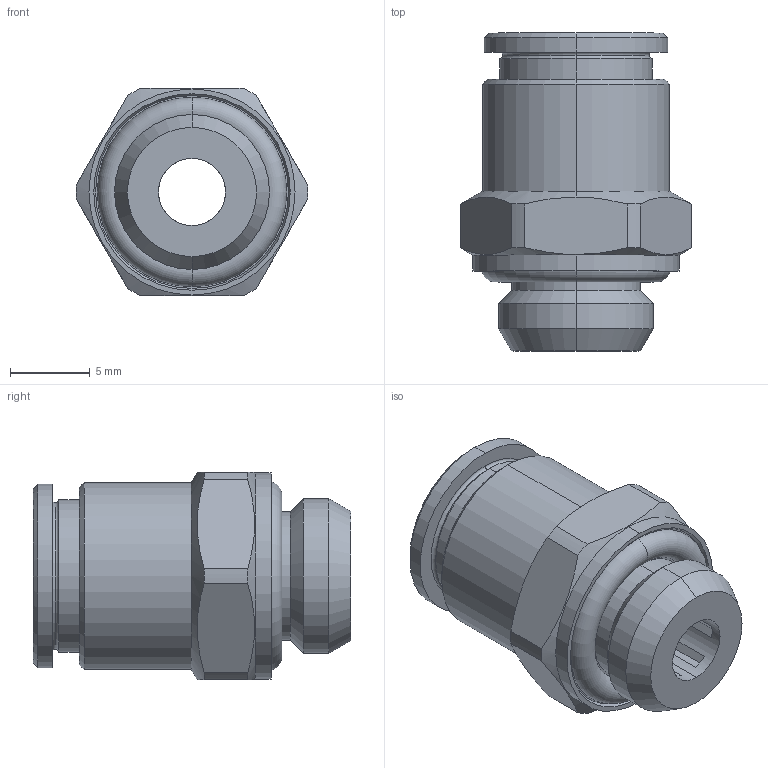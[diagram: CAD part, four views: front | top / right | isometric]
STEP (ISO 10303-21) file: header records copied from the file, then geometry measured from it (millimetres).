
FILE_DESCRIPTION (( 'STEP AP203' ), '1' );
FILE_NAME ('X0020031.STEP', '2016-12-07T08:01:09', ( '' ), ( '' ), 'SwSTEP 2.0', 'SolidWorks 2015', '' );
FILE_SCHEMA (( 'CONFIG_CONTROL_DESIGN' ));
Length unit declared in the file: millimetre
Products named in the file (1): X0020031
Bounding box: 14.5 x 19.9 x 13 mm (x, y, z)
Volume: 1495 mm3; surface area: 1406.3 mm2
Topology: 1 solids, 1 shells, 79 faces, 192 edges, 120 vertices
Faces by surface type: plane 31, cylinder 22, cone 18, torus 8
Entity records: 2483 total; most frequent: CARTESIAN_POINT 528, DIRECTION 412, ORIENTED_EDGE 384, EDGE_CURVE 192, AXIS2_PLACEMENT_3D 168, VERTEX_POINT 120, CIRCLE 88, EDGE_LOOP 86
